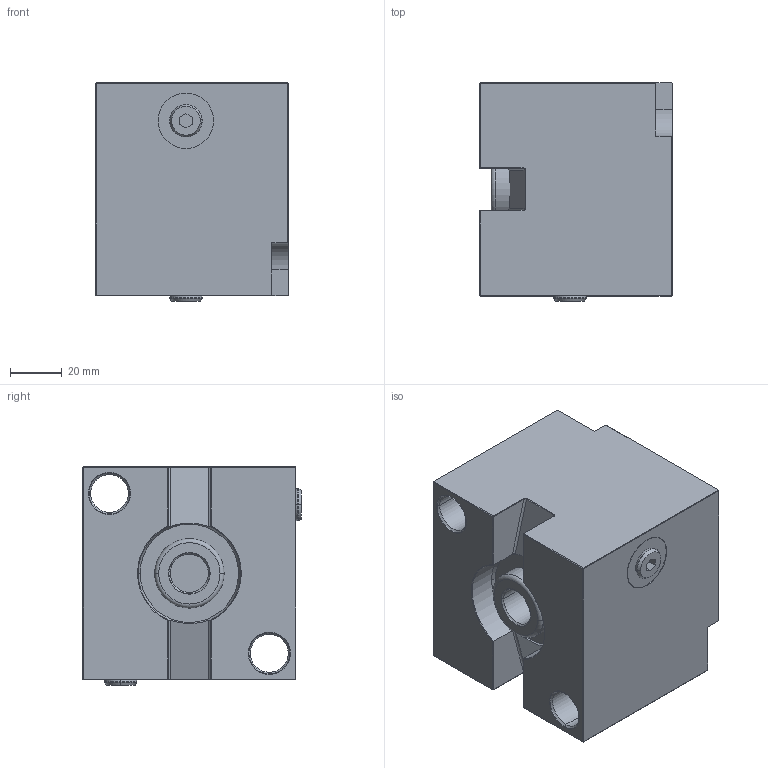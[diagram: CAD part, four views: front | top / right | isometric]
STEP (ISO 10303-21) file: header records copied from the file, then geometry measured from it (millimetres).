
FILE_DESCRIPTION((''),'2;1');
FILE_NAME('ILC20112100','2018-07-30T',('maj'),(''),'PRO/ENGINEER BY PARAMETRIC TECHNOLOGY CORPORATION, 2013320','PRO/ENGINEER BY PARAMETRIC TECHNOLOGY CORPORATION, 2013320','');
FILE_SCHEMA(('AUTOMOTIVE_DESIGN { 1 0 10303 214 1 1 1 1 }'));
Length unit declared in the file: inch
Products named in the file (1): ILC20112100
Bounding box: 74.55 x 84.58 x 84.58 mm (x, y, z)
Volume: 455044.5 mm3; surface area: 50980.6 mm2
Topology: 1 solids, 4 shells, 125 faces, 310 edges, 198 vertices
Faces by surface type: plane 67, cylinder 28, cone 20, torus 6, bspline 4
Entity records: 5091 total; most frequent: CARTESIAN_POINT 1054, DIRECTION 622, ORIENTED_EDGE 608, PRESENTATION_STYLE_ASSIGNMENT 314, STYLED_ITEM 314, CURVE_STYLE 310, EDGE_CURVE 310, AXIS2_PLACEMENT_3D 212
